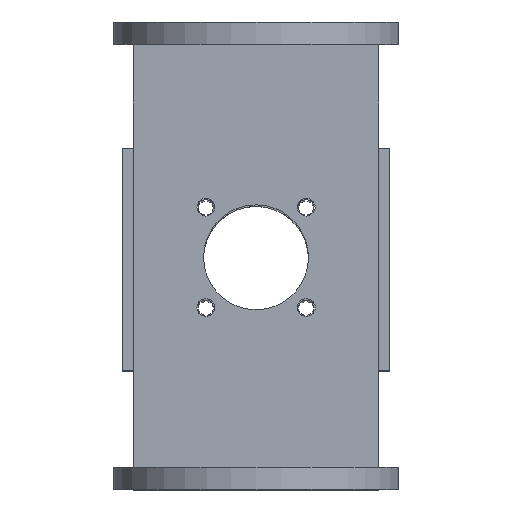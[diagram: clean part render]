
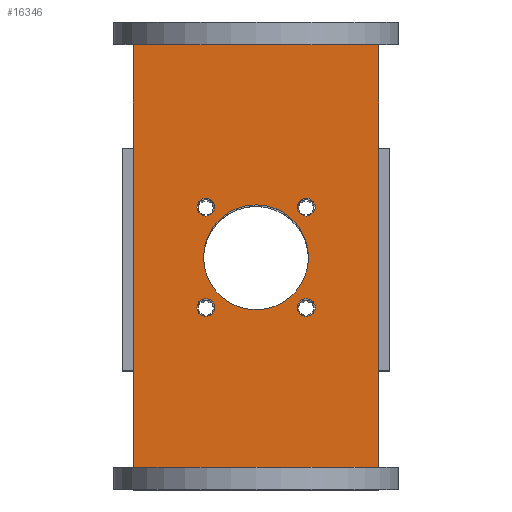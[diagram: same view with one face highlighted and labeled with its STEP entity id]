
A CAD part, top view. The second image highlights one B-rep face of the part: STEP entity #16346.
In plain terms, the highlighted planar face has unit normal (0, 0, 1).
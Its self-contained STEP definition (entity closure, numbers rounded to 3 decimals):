
#71=FACE_BOUND('',#2308,.T.);
#72=FACE_BOUND('',#2309,.T.);
#73=FACE_BOUND('',#2310,.T.);
#74=FACE_BOUND('',#2311,.T.);
#75=FACE_BOUND('',#2312,.T.);
#581=PLANE('',#17924);
#1378=FACE_OUTER_BOUND('',#2307,.T.);
#2307=EDGE_LOOP('',(#14070,#14071,#14072,#14073));
#2308=EDGE_LOOP('',(#14074));
#2309=EDGE_LOOP('',(#14075));
#2310=EDGE_LOOP('',(#14076));
#2311=EDGE_LOOP('',(#14077));
#2312=EDGE_LOOP('',(#14078));
#3840=LINE('',#27223,#5406);
#3855=LINE('',#27271,#5421);
#3856=LINE('',#27273,#5422);
#3857=LINE('',#27274,#5423);
#5406=VECTOR('',#22285,10.);
#5421=VECTOR('',#22346,10.);
#5422=VECTOR('',#22347,10.);
#5423=VECTOR('',#22348,10.);
#6336=CIRCLE('',#17903,4.);
#6337=CIRCLE('',#17905,4.);
#6338=CIRCLE('',#17907,4.);
#6339=CIRCLE('',#17909,4.);
#6344=CIRCLE('',#17922,23.5);
#7806=VERTEX_POINT('',#27220);
#7807=VERTEX_POINT('',#27222);
#7808=VERTEX_POINT('',#27226);
#7809=VERTEX_POINT('',#27230);
#7810=VERTEX_POINT('',#27234);
#7811=VERTEX_POINT('',#27238);
#7816=VERTEX_POINT('',#27265);
#7817=VERTEX_POINT('',#27270);
#7818=VERTEX_POINT('',#27272);
#10054=EDGE_CURVE('',#7807,#7806,#3840,.T.);
#10056=EDGE_CURVE('',#7808,#7808,#6336,.T.);
#10058=EDGE_CURVE('',#7809,#7809,#6337,.T.);
#10060=EDGE_CURVE('',#7810,#7810,#6338,.T.);
#10062=EDGE_CURVE('',#7811,#7811,#6339,.T.);
#10077=EDGE_CURVE('',#7816,#7816,#6344,.T.);
#10078=EDGE_CURVE('',#7806,#7817,#3855,.T.);
#10079=EDGE_CURVE('',#7817,#7818,#3856,.T.);
#10080=EDGE_CURVE('',#7818,#7807,#3857,.T.);
#14070=ORIENTED_EDGE('',*,*,#10054,.T.);
#14071=ORIENTED_EDGE('',*,*,#10078,.T.);
#14072=ORIENTED_EDGE('',*,*,#10079,.T.);
#14073=ORIENTED_EDGE('',*,*,#10080,.T.);
#14074=ORIENTED_EDGE('',*,*,#10056,.T.);
#14075=ORIENTED_EDGE('',*,*,#10058,.T.);
#14076=ORIENTED_EDGE('',*,*,#10060,.T.);
#14077=ORIENTED_EDGE('',*,*,#10062,.T.);
#14078=ORIENTED_EDGE('',*,*,#10077,.T.);
#16346=ADVANCED_FACE('',(#1378,#71,#72,#73,#74,#75),#581,.F.);
#17903=AXIS2_PLACEMENT_3D('',#27227,#22289,#22290);
#17905=AXIS2_PLACEMENT_3D('',#27231,#22294,#22295);
#17907=AXIS2_PLACEMENT_3D('',#27235,#22299,#22300);
#17909=AXIS2_PLACEMENT_3D('',#27239,#22304,#22305);
#17922=AXIS2_PLACEMENT_3D('',#27267,#22340,#22341);
#17924=AXIS2_PLACEMENT_3D('',#27269,#22344,#22345);
#22285=DIRECTION('',(1.,0.,0.));
#22289=DIRECTION('center_axis',(0.,0.,
-1.));
#22290=DIRECTION('ref_axis',(1.,0.,0.));
#22294=DIRECTION('center_axis',(0.,0.,
-1.));
#22295=DIRECTION('ref_axis',(1.,0.,0.));
#22299=DIRECTION('center_axis',(0.,0.,
-1.));
#22300=DIRECTION('ref_axis',(1.,0.,0.));
#22304=DIRECTION('center_axis',(0.,0.,
-1.));
#22305=DIRECTION('ref_axis',(1.,0.,0.));
#22340=DIRECTION('center_axis',(0.,0.,
-1.));
#22341=DIRECTION('ref_axis',(1.,0.,0.));
#22344=DIRECTION('center_axis',(0.,0.,
-1.));
#22345=DIRECTION('ref_axis',(1.,0.,0.));
#22346=DIRECTION('',(0.,1.,0.));
#22347=DIRECTION('',(-1.,0.,0.));
#22348=DIRECTION('',(0.,-1.,0.));
#27220=CARTESIAN_POINT('',(55.,-49.25,529.8));
#27222=CARTESIAN_POINT('',(-55.,-49.25,529.8));
#27223=CARTESIAN_POINT('',(-29.48,-49.25,529.8));
#27226=CARTESIAN_POINT('',(18.521,67.55,529.8));
#27227=CARTESIAN_POINT('Origin',(22.521,67.55,529.8));
#27230=CARTESIAN_POINT('',(18.521,22.55,529.8));
#27231=CARTESIAN_POINT('Origin',(22.521,22.55,529.8));
#27234=CARTESIAN_POINT('',(-26.479,67.55,529.8));
#27235=CARTESIAN_POINT('Origin',(-22.479,67.55,529.8));
#27238=CARTESIAN_POINT('',(-26.479,22.55,529.8));
#27239=CARTESIAN_POINT('Origin',(-22.479,22.55,529.8));
#27265=CARTESIAN_POINT('',(-23.479,45.05,529.8));
#27267=CARTESIAN_POINT('Origin',(0.021,45.05,529.8));
#27269=CARTESIAN_POINT('Origin',(0.,47.625,
529.8));
#27270=CARTESIAN_POINT('',(55.,140.25,529.8));
#27271=CARTESIAN_POINT('',(55.,92.,529.8));
#27272=CARTESIAN_POINT('',(-55.,140.25,529.8));
#27273=CARTESIAN_POINT('',(56.989,140.25,529.8));
#27274=CARTESIAN_POINT('',(-55.,154.5,529.8));
